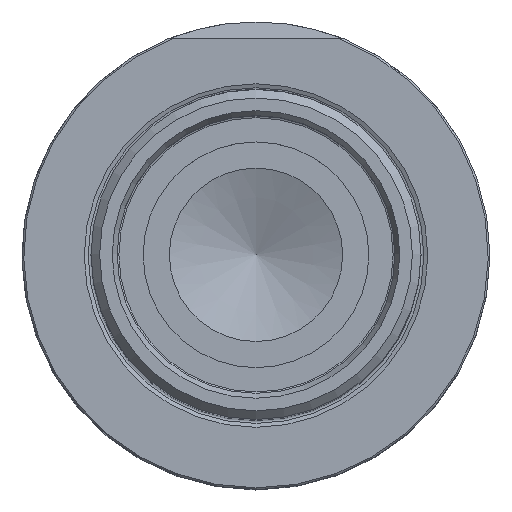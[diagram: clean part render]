
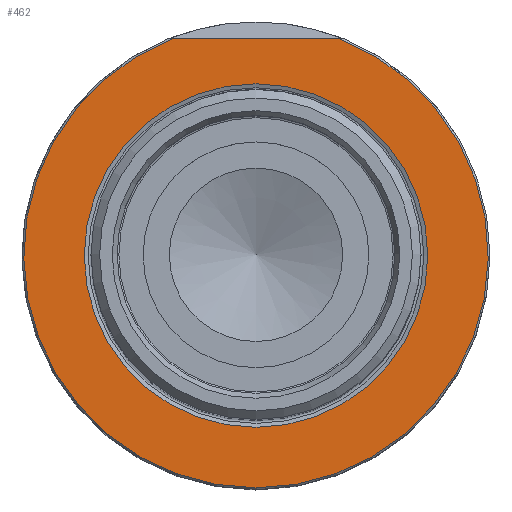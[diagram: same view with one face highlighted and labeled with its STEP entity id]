
A CAD part, top view. The second image highlights one B-rep face of the part: STEP entity #462.
In plain terms, the highlighted planar face has unit normal (0, 0, 1).
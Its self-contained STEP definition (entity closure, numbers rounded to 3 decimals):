
#236=PLANE('',#4542);
#336=FACE_BOUND('',#987,.T.);
#337=FACE_BOUND('',#988,.T.);
#462=ADVANCED_FACE('CN_SU_1',(#336,#337),#236,.F.);
#987=EDGE_LOOP('',(#2168));
#988=EDGE_LOOP('',(#2169,#2170));
#1277=CIRCLE('',#4540,19.821);
#1278=CIRCLE('',#4541,26.8);
#1410=LINE('',#6849,#1630);
#1630=VECTOR('',#5117,1.);
#2168=ORIENTED_EDGE('',*,*,#3767,.F.);
#2169=ORIENTED_EDGE('',*,*,#3751,.T.);
#2170=ORIENTED_EDGE('',*,*,#3768,.T.);
#3320=VERTEX_POINT('',#6850);
#3321=VERTEX_POINT('',#6851);
#3334=VERTEX_POINT('',#6889);
#3751=EDGE_CURVE('',#3320,#3321,#1410,.T.);
#3767=EDGE_CURVE('',#3334,#3334,#1277,.T.);
#3768=EDGE_CURVE('',#3321,#3320,#1278,.T.);
#4540=AXIS2_PLACEMENT_3D('',#6888,#5145,#5146);
#4541=AXIS2_PLACEMENT_3D('',#6890,#5147,#5148);
#4542=AXIS2_PLACEMENT_3D('',#6891,#5149,#5150);
#5117=DIRECTION('',(-1.,0.,0.));
#5145=DIRECTION('',(0.,0.,1.));
#5146=DIRECTION('',(1.,0.,0.));
#5147=DIRECTION('',(0.,0.,1.));
#5148=DIRECTION('',(-1.,0.,0.));
#5149=DIRECTION('',(0.,0.,-1.));
#5150=DIRECTION('',(-1.,0.,0.));
#6849=CARTESIAN_POINT('',(50.,25.,0.));
#6850=CARTESIAN_POINT('',(9.656,25.,0.));
#6851=CARTESIAN_POINT('',(-9.656,25.,0.));
#6888=CARTESIAN_POINT('',(0.,0.,0.));
#6889=CARTESIAN_POINT('',(19.821,0.,0.));
#6890=CARTESIAN_POINT('',(0.,0.,0.));
#6891=CARTESIAN_POINT('',(0.,-27.,0.));
